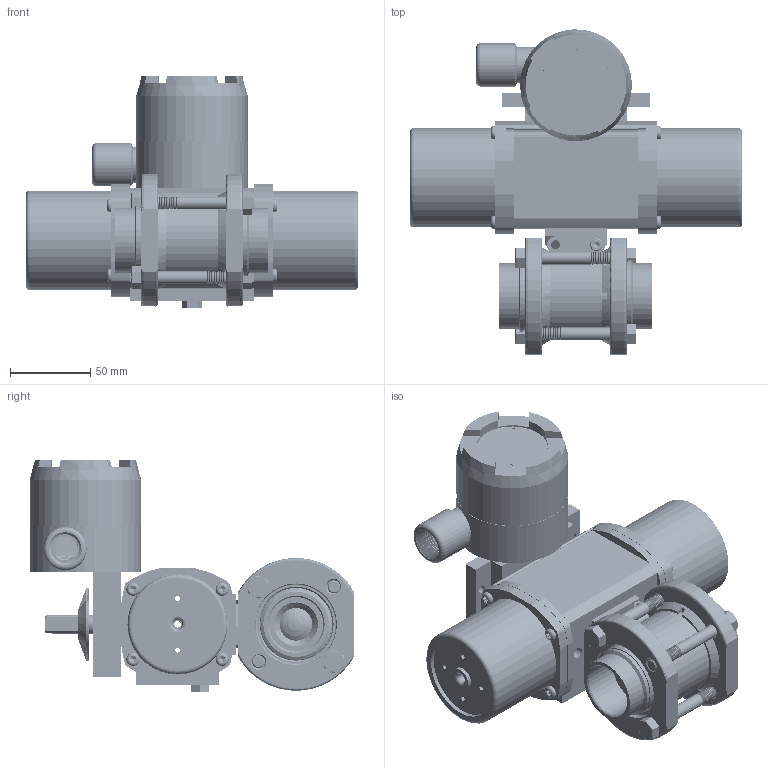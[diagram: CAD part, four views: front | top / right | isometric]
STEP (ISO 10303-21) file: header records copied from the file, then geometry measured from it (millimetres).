
FILE_DESCRIPTION (( 'STEP AP203' ), '1' );
FILE_NAME ('28XXSWSA512SRLS.step', '2018-04-11T12:25:28', ( '' ), ( '' ), 'SwSTEP 2.0', 'SolidWorks 2017', '' );
FILE_SCHEMA (( 'CONFIG_CONTROL_DESIGN' ));
Products named in the file (1): 28XXSWSA512SRLS
Bounding box: 206.38 x 201.99 x 144.65 mm (x, y, z)
Volume: 788193.8 mm3; surface area: 326798 mm2
Topology: 46 solids, 46 shells, 4354 faces, 11637 edges, 7374 vertices
Faces by surface type: cylinder 2326, cone 1119, plane 613, bspline 159, torus 135, sphere 2
Entity records: 206641 total; most frequent: CARTESIAN_POINT 103953, ORIENTED_EDGE 23042, DIRECTION 20836, EDGE_CURVE 11521, AXIS2_PLACEMENT_3D 8312, VERTEX_POINT 7370, EDGE_LOOP 4669, FACE_OUTER_BOUND 4354
